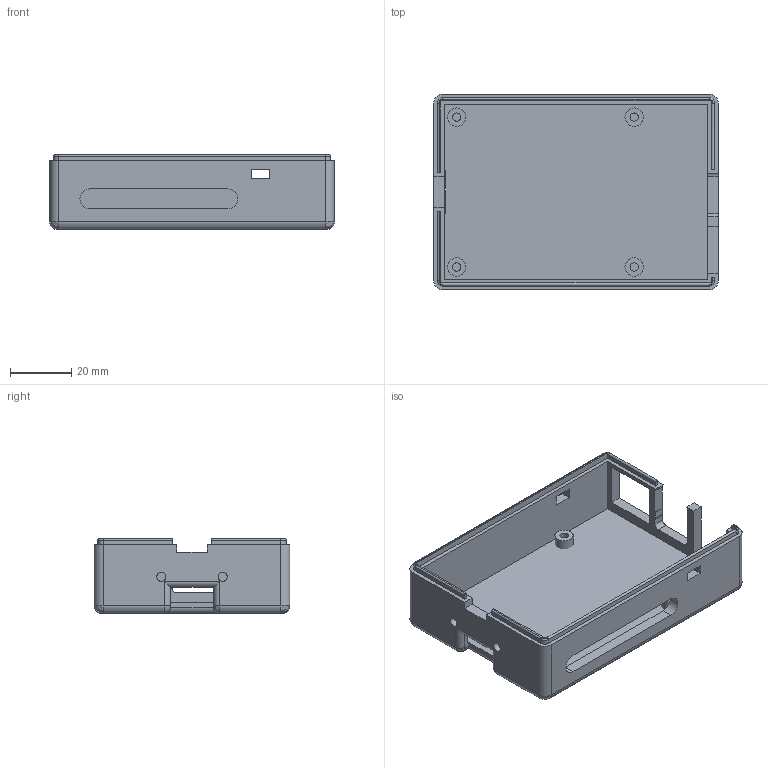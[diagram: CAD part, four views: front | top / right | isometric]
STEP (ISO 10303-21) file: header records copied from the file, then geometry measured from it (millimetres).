
FILE_DESCRIPTION(/* description */ (''),/* implementation_level */ '2;1');
FILE_NAME(/* name */ 'Raspberry Pi 4 case bottom part v1.step',/* time_stamp */ '2021-03-15T12:48:12+01:00',/* author */ (''),/* organization */ (''),/* preprocessor_version */ 'ST-DEVELOPER v18.1',/* originating_system */ 'Autodesk Translation Framework v9.10.0.1330',/* authorisation */ '');
FILE_SCHEMA (('AUTOMOTIVE_DESIGN { 1 0 10303 214 3 1 1 }'));
Length unit declared in the file: millimetre
Products named in the file (2): Raspberry Pi 4 case bottom part; Plastic case
Assembly tree (1 placements, depth 2):
  Raspberry Pi 4 case bottom part
    Plastic case
Bounding box: 93 x 64 x 24.5 mm (x, y, z)
Volume: 36666.9 mm3; surface area: 24282.9 mm2
Topology: 5 solids, 5 shells, 134 faces, 343 edges, 221 vertices
Faces by surface type: plane 74, cylinder 48, bspline 6, torus 4, cone 2
Full cylindrical faces by diameter (mm): 2.7 x4, 3 x4, 6 x4
Entity records: 4165 total; most frequent: CARTESIAN_POINT 777, DIRECTION 702, ORIENTED_EDGE 682, EDGE_CURVE 341, AXIS2_PLACEMENT_3D 236, LINE 230, VECTOR 230, VERTEX_POINT 221
